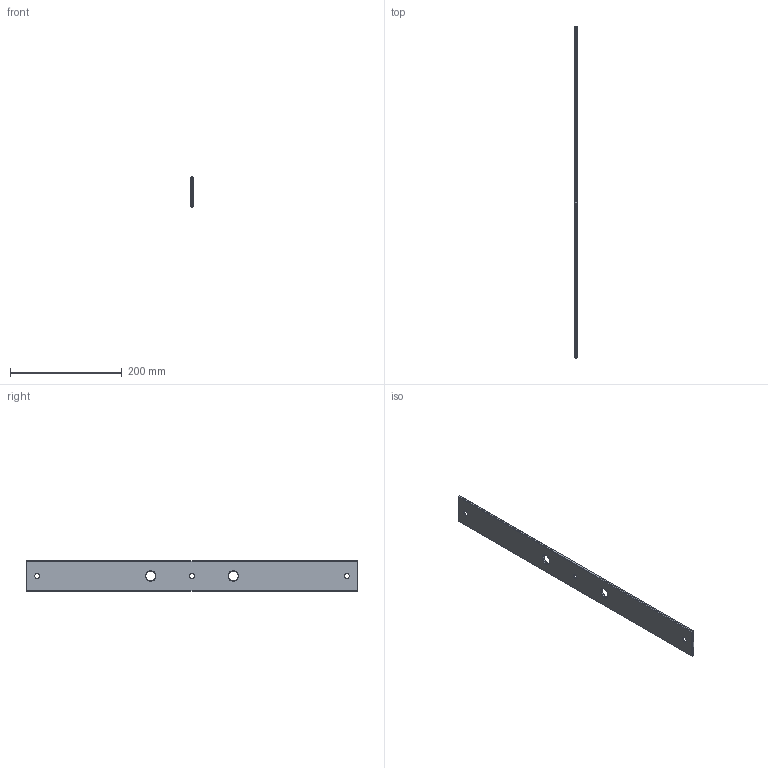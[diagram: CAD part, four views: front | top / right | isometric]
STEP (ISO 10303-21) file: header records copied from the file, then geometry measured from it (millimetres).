
FILE_DESCRIPTION((''),'2;1');
FILE_NAME('DS_ISO_PLATTEN-12687','2026-01-16T10:34:37',('HP'),(''),'CREO PARAMETRIC BY PTC INC, 2020354','CREO PARAMETRIC BY PTC INC, 2020354','');
FILE_SCHEMA(('AP203_CONFIGURATION_CONTROLLED_3D_DESIGN_OF_MECHANICAL_PARTS_AND_ASSEMBLIES_MIM_LF { 1 0 10303 403 2 1 2 }'));
Length unit declared in the file: millimetre
Products named in the file (1): DS_ISO_PLATTEN-12687
Bounding box: 5 x 594 x 54 mm (x, y, z)
Volume: 154781.6 mm3; surface area: 68774.1 mm2
Topology: 1 solids, 1 shells, 290 faces, 791 edges, 520 vertices
Faces by surface type: extrusion 145, plane 121, cone 14, cylinder 10
Entity records: 14581 total; most frequent: CARTESIAN_POINT 2747, ORIENTED_EDGE 1582, PRESENTATION_STYLE_ASSIGNMENT 1227, DIRECTION 988, STYLED_ITEM 937, CURVE_STYLE 936, EDGE_CURVE 791, VECTOR 596
